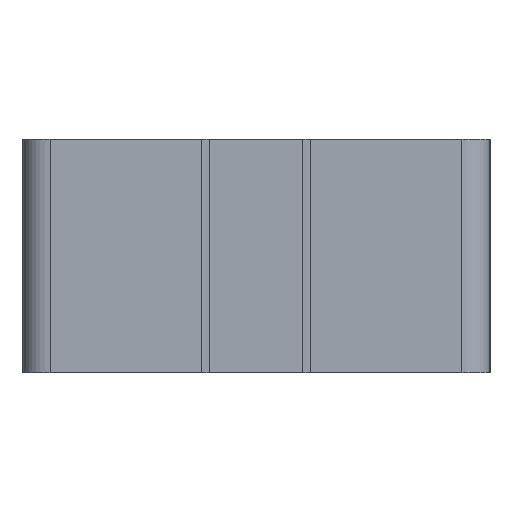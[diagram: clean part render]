
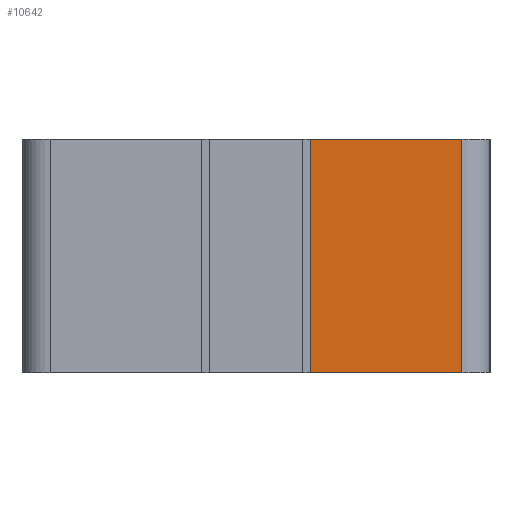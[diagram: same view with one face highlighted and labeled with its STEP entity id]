
A CAD part, left-side view. The second image highlights one B-rep face of the part: STEP entity #10642.
In plain terms, the highlighted planar face has unit normal (-1, 0, 0).
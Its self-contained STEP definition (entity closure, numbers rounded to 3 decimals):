
#1457 = VERTEX_POINT ( 'NONE', #10311 ) ;
#1459 = VERTEX_POINT ( 'NONE', #4097 ) ;
#1667 = ORIENTED_EDGE ( 'NONE', *, *, #3779, .T. ) ;
#2135 = VECTOR ( 'NONE', #8712, 1000. ) ;
#2473 = CARTESIAN_POINT ( 'NONE',  ( -75., -22., -25. ) ) ;
#2497 = CARTESIAN_POINT ( 'NONE',  ( -75., -22., 0. ) ) ;
#2601 = DIRECTION ( 'NONE',  ( -1., 0., 0. ) ) ;
#2630 = PLANE ( 'NONE',  #9530 ) ;
#2859 = DIRECTION ( 'NONE',  ( 0., -1., 0. ) ) ;
#3222 = EDGE_LOOP ( 'NONE', ( #9300, #6209, #1667, #11116 ) ) ;
#3614 = EDGE_CURVE ( 'NONE', #1457, #10623, #3898, .T. ) ;
#3677 = EDGE_CURVE ( 'NONE', #1459, #10623, #10950, .T. ) ;
#3779 = EDGE_CURVE ( 'NONE', #10429, #1459, #9527, .T. ) ;
#3898 = LINE ( 'NONE', #8911, #6346 ) ;
#4033 = VECTOR ( 'NONE', #5105, 1000. ) ;
#4097 = CARTESIAN_POINT ( 'NONE',  ( -75., -22., -25. ) ) ;
#4409 = LINE ( 'NONE', #7004, #2135 ) ;
#4538 = EDGE_CURVE ( 'NONE', #10429, #1457, #4409, .T. ) ;
#4645 = CARTESIAN_POINT ( 'NONE',  ( -75., -5.8, -25. ) ) ;
#5105 = DIRECTION ( 'NONE',  ( 0., 0., 1. ) ) ;
#6209 = ORIENTED_EDGE ( 'NONE', *, *, #4538, .F. ) ;
#6346 = VECTOR ( 'NONE', #2859, 1000. ) ;
#6351 = FACE_OUTER_BOUND ( 'NONE', #3222, .T. ) ;
#6950 = CARTESIAN_POINT ( 'NONE',  ( -75., -5.8, -25. ) ) ;
#7004 = CARTESIAN_POINT ( 'NONE',  ( -75., -5.8, -25. ) ) ;
#7835 = DIRECTION ( 'NONE',  ( 0., -1., 0. ) ) ;
#8712 = DIRECTION ( 'NONE',  ( 0., 0., 1. ) ) ;
#8911 = CARTESIAN_POINT ( 'NONE',  ( -75., -5.8, 0. ) ) ;
#9267 = VECTOR ( 'NONE', #7835, 1000. ) ;
#9300 = ORIENTED_EDGE ( 'NONE', *, *, #3614, .F. ) ;
#9428 = CARTESIAN_POINT ( 'NONE',  ( -75., -5.8, -25. ) ) ;
#9527 = LINE ( 'NONE', #9428, #9267 ) ;
#9530 = AXIS2_PLACEMENT_3D ( 'NONE', #6950, #2601, #11183 ) ;
#10311 = CARTESIAN_POINT ( 'NONE',  ( -75., -5.8, 0. ) ) ;
#10429 = VERTEX_POINT ( 'NONE', #4645 ) ;
#10623 = VERTEX_POINT ( 'NONE', #2497 ) ;
#10642 = ADVANCED_FACE ( 'NONE', ( #6351 ), #2630, .T. ) ;
#10950 = LINE ( 'NONE', #2473, #4033 ) ;
#11116 = ORIENTED_EDGE ( 'NONE', *, *, #3677, .T. ) ;
#11183 = DIRECTION ( 'NONE',  ( 0., 0., 1. ) ) ;
